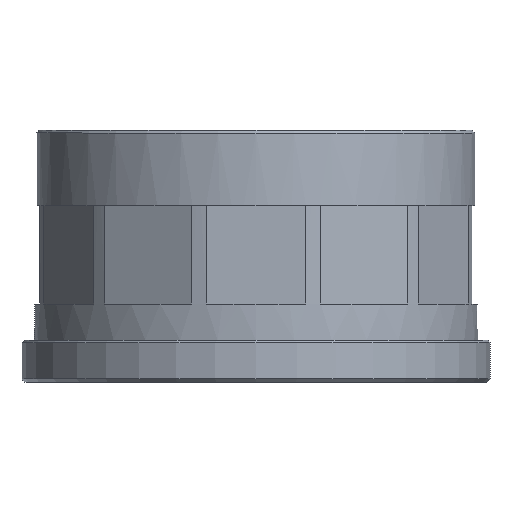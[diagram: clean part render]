
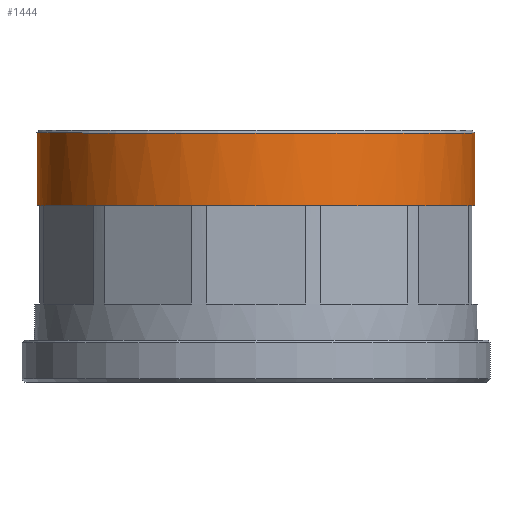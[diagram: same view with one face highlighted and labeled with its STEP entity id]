
A CAD part, front view. The second image highlights one B-rep face of the part: STEP entity #1444.
In plain terms, the highlighted cylindrical face has radius 36.5 mm (diameter 73 mm), a full revolution.
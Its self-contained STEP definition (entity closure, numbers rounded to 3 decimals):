
#101=FACE_OUTER_BOUND('',#189,.T.);
#189=EDGE_LOOP('',(#1037,#1038,#1039,#1040,#1041,#1042,#1043,#1044,#1045,
#1046,#1047,#1048,#1049,#1050,#1051,#1052,#1053,#1054,#1055,#1056,#1057,
#1058,#1059,#1060,#1061,#1062,#1063,#1064,#1065));
#266=CIRCLE('',#1552,36.5);
#267=CIRCLE('',#1553,36.5);
#268=CIRCLE('',#1554,36.5);
#269=CIRCLE('',#1555,36.5);
#270=CIRCLE('',#1556,36.5);
#271=CIRCLE('',#1557,36.5);
#272=CIRCLE('',#1558,36.5);
#273=CIRCLE('',#1559,36.5);
#274=CIRCLE('',#1560,36.5);
#275=CIRCLE('',#1561,36.5);
#276=CIRCLE('',#1562,36.5);
#277=CIRCLE('',#1563,36.5);
#278=CIRCLE('',#1564,36.5);
#279=CIRCLE('',#1565,36.5);
#280=CIRCLE('',#1566,36.5);
#281=CIRCLE('',#1567,36.5);
#282=CIRCLE('',#1568,36.5);
#283=CIRCLE('',#1569,36.5);
#284=CIRCLE('',#1570,36.5);
#285=CIRCLE('',#1571,36.5);
#286=CIRCLE('',#1572,36.5);
#287=CIRCLE('',#1573,36.5);
#288=CIRCLE('',#1574,36.5);
#289=CIRCLE('',#1575,36.5);
#290=CIRCLE('',#1576,36.5);
#291=CIRCLE('',#1577,36.5);
#292=CIRCLE('',#1578,36.5);
#404=LINE('',#14003,#506);
#506=VECTOR('',#1763,36.5);
#638=VERTEX_POINT('',#13998);
#639=VERTEX_POINT('',#13999);
#640=VERTEX_POINT('',#14002);
#641=VERTEX_POINT('',#14004);
#642=VERTEX_POINT('',#14006);
#643=VERTEX_POINT('',#14008);
#644=VERTEX_POINT('',#14010);
#645=VERTEX_POINT('',#14012);
#646=VERTEX_POINT('',#14014);
#647=VERTEX_POINT('',#14016);
#648=VERTEX_POINT('',#14018);
#649=VERTEX_POINT('',#14020);
#650=VERTEX_POINT('',#14022);
#651=VERTEX_POINT('',#14024);
#652=VERTEX_POINT('',#14026);
#653=VERTEX_POINT('',#14028);
#654=VERTEX_POINT('',#14030);
#655=VERTEX_POINT('',#14032);
#656=VERTEX_POINT('',#14034);
#657=VERTEX_POINT('',#14036);
#658=VERTEX_POINT('',#14038);
#659=VERTEX_POINT('',#14040);
#660=VERTEX_POINT('',#14042);
#661=VERTEX_POINT('',#14044);
#662=VERTEX_POINT('',#14046);
#663=VERTEX_POINT('',#14048);
#664=VERTEX_POINT('',#14050);
#796=EDGE_CURVE('',#638,#639,#266,.T.);
#797=EDGE_CURVE('',#639,#638,#267,.T.);
#798=EDGE_CURVE('',#638,#640,#404,.T.);
#799=EDGE_CURVE('',#640,#641,#268,.T.);
#800=EDGE_CURVE('',#641,#642,#269,.T.);
#801=EDGE_CURVE('',#642,#643,#270,.T.);
#802=EDGE_CURVE('',#643,#644,#271,.T.);
#803=EDGE_CURVE('',#644,#645,#272,.T.);
#804=EDGE_CURVE('',#645,#646,#273,.T.);
#805=EDGE_CURVE('',#646,#647,#274,.T.);
#806=EDGE_CURVE('',#647,#648,#275,.T.);
#807=EDGE_CURVE('',#648,#649,#276,.T.);
#808=EDGE_CURVE('',#649,#650,#277,.T.);
#809=EDGE_CURVE('',#650,#651,#278,.T.);
#810=EDGE_CURVE('',#651,#652,#279,.T.);
#811=EDGE_CURVE('',#652,#653,#280,.T.);
#812=EDGE_CURVE('',#653,#654,#281,.T.);
#813=EDGE_CURVE('',#654,#655,#282,.T.);
#814=EDGE_CURVE('',#655,#656,#283,.T.);
#815=EDGE_CURVE('',#656,#657,#284,.T.);
#816=EDGE_CURVE('',#657,#658,#285,.T.);
#817=EDGE_CURVE('',#658,#659,#286,.T.);
#818=EDGE_CURVE('',#659,#660,#287,.T.);
#819=EDGE_CURVE('',#660,#661,#288,.T.);
#820=EDGE_CURVE('',#661,#662,#289,.T.);
#821=EDGE_CURVE('',#662,#663,#290,.T.);
#822=EDGE_CURVE('',#663,#664,#291,.T.);
#823=EDGE_CURVE('',#664,#640,#292,.T.);
#1037=ORIENTED_EDGE('',*,*,#796,.T.);
#1038=ORIENTED_EDGE('',*,*,#797,.T.);
#1039=ORIENTED_EDGE('',*,*,#798,.T.);
#1040=ORIENTED_EDGE('',*,*,#799,.T.);
#1041=ORIENTED_EDGE('',*,*,#800,.T.);
#1042=ORIENTED_EDGE('',*,*,#801,.T.);
#1043=ORIENTED_EDGE('',*,*,#802,.T.);
#1044=ORIENTED_EDGE('',*,*,#803,.T.);
#1045=ORIENTED_EDGE('',*,*,#804,.T.);
#1046=ORIENTED_EDGE('',*,*,#805,.T.);
#1047=ORIENTED_EDGE('',*,*,#806,.T.);
#1048=ORIENTED_EDGE('',*,*,#807,.T.);
#1049=ORIENTED_EDGE('',*,*,#808,.T.);
#1050=ORIENTED_EDGE('',*,*,#809,.T.);
#1051=ORIENTED_EDGE('',*,*,#810,.T.);
#1052=ORIENTED_EDGE('',*,*,#811,.T.);
#1053=ORIENTED_EDGE('',*,*,#812,.T.);
#1054=ORIENTED_EDGE('',*,*,#813,.T.);
#1055=ORIENTED_EDGE('',*,*,#814,.T.);
#1056=ORIENTED_EDGE('',*,*,#815,.T.);
#1057=ORIENTED_EDGE('',*,*,#816,.T.);
#1058=ORIENTED_EDGE('',*,*,#817,.T.);
#1059=ORIENTED_EDGE('',*,*,#818,.T.);
#1060=ORIENTED_EDGE('',*,*,#819,.T.);
#1061=ORIENTED_EDGE('',*,*,#820,.T.);
#1062=ORIENTED_EDGE('',*,*,#821,.T.);
#1063=ORIENTED_EDGE('',*,*,#822,.T.);
#1064=ORIENTED_EDGE('',*,*,#823,.T.);
#1065=ORIENTED_EDGE('',*,*,#798,.F.);
#1416=CYLINDRICAL_SURFACE('',#1551,36.5);
#1444=ADVANCED_FACE('',(#101),#1416,.T.);
#1551=AXIS2_PLACEMENT_3D('',#13997,#1757,#1758);
#1552=AXIS2_PLACEMENT_3D('',#14000,#1759,#1760);
#1553=AXIS2_PLACEMENT_3D('',#14001,#1761,#1762);
#1554=AXIS2_PLACEMENT_3D('',#14005,#1764,#1765);
#1555=AXIS2_PLACEMENT_3D('',#14007,#1766,#1767);
#1556=AXIS2_PLACEMENT_3D('',#14009,#1768,#1769);
#1557=AXIS2_PLACEMENT_3D('',#14011,#1770,#1771);
#1558=AXIS2_PLACEMENT_3D('',#14013,#1772,#1773);
#1559=AXIS2_PLACEMENT_3D('',#14015,#1774,#1775);
#1560=AXIS2_PLACEMENT_3D('',#14017,#1776,#1777);
#1561=AXIS2_PLACEMENT_3D('',#14019,#1778,#1779);
#1562=AXIS2_PLACEMENT_3D('',#14021,#1780,#1781);
#1563=AXIS2_PLACEMENT_3D('',#14023,#1782,#1783);
#1564=AXIS2_PLACEMENT_3D('',#14025,#1784,#1785);
#1565=AXIS2_PLACEMENT_3D('',#14027,#1786,#1787);
#1566=AXIS2_PLACEMENT_3D('',#14029,#1788,#1789);
#1567=AXIS2_PLACEMENT_3D('',#14031,#1790,#1791);
#1568=AXIS2_PLACEMENT_3D('',#14033,#1792,#1793);
#1569=AXIS2_PLACEMENT_3D('',#14035,#1794,#1795);
#1570=AXIS2_PLACEMENT_3D('',#14037,#1796,#1797);
#1571=AXIS2_PLACEMENT_3D('',#14039,#1798,#1799);
#1572=AXIS2_PLACEMENT_3D('',#14041,#1800,#1801);
#1573=AXIS2_PLACEMENT_3D('',#14043,#1802,#1803);
#1574=AXIS2_PLACEMENT_3D('',#14045,#1804,#1805);
#1575=AXIS2_PLACEMENT_3D('',#14047,#1806,#1807);
#1576=AXIS2_PLACEMENT_3D('',#14049,#1808,#1809);
#1577=AXIS2_PLACEMENT_3D('',#14051,#1810,#1811);
#1578=AXIS2_PLACEMENT_3D('',#14052,#1812,#1813);
#1757=DIRECTION('center_axis',(0.,0.,1.));
#1758=DIRECTION('ref_axis',(0.,1.,0.));
#1759=DIRECTION('center_axis',(0.,0.,-1.));
#1760=DIRECTION('ref_axis',(0.,-1.,0.));
#1761=DIRECTION('center_axis',(0.,0.,-1.));
#1762=DIRECTION('ref_axis',(0.,-1.,0.));
#1763=DIRECTION('',(0.,0.,-1.));
#1764=DIRECTION('center_axis',(0.,0.,1.));
#1765=DIRECTION('ref_axis',(0.,1.,0.));
#1766=DIRECTION('center_axis',(0.,0.,1.));
#1767=DIRECTION('ref_axis',(0.,-1.,0.));
#1768=DIRECTION('center_axis',(0.,0.,1.));
#1769=DIRECTION('ref_axis',(0.,1.,0.));
#1770=DIRECTION('center_axis',(0.,0.,1.));
#1771=DIRECTION('ref_axis',(0.,-1.,0.));
#1772=DIRECTION('center_axis',(0.,0.,1.));
#1773=DIRECTION('ref_axis',(0.,1.,0.));
#1774=DIRECTION('center_axis',(0.,0.,1.));
#1775=DIRECTION('ref_axis',(0.,-1.,0.));
#1776=DIRECTION('center_axis',(0.,0.,1.));
#1777=DIRECTION('ref_axis',(0.,1.,0.));
#1778=DIRECTION('center_axis',(0.,0.,1.));
#1779=DIRECTION('ref_axis',(0.,-1.,0.));
#1780=DIRECTION('center_axis',(0.,0.,1.));
#1781=DIRECTION('ref_axis',(0.,1.,0.));
#1782=DIRECTION('center_axis',(0.,0.,1.));
#1783=DIRECTION('ref_axis',(0.,-1.,0.));
#1784=DIRECTION('center_axis',(0.,0.,1.));
#1785=DIRECTION('ref_axis',(0.,1.,0.));
#1786=DIRECTION('center_axis',(0.,0.,1.));
#1787=DIRECTION('ref_axis',(0.,-1.,0.));
#1788=DIRECTION('center_axis',(0.,0.,1.));
#1789=DIRECTION('ref_axis',(0.,1.,0.));
#1790=DIRECTION('center_axis',(0.,0.,1.));
#1791=DIRECTION('ref_axis',(0.,-1.,0.));
#1792=DIRECTION('center_axis',(0.,0.,1.));
#1793=DIRECTION('ref_axis',(0.,1.,0.));
#1794=DIRECTION('center_axis',(0.,0.,1.));
#1795=DIRECTION('ref_axis',(0.,-1.,0.));
#1796=DIRECTION('center_axis',(0.,0.,1.));
#1797=DIRECTION('ref_axis',(0.,1.,0.));
#1798=DIRECTION('center_axis',(0.,0.,1.));
#1799=DIRECTION('ref_axis',(0.,-1.,0.));
#1800=DIRECTION('center_axis',(0.,0.,1.));
#1801=DIRECTION('ref_axis',(0.,1.,0.));
#1802=DIRECTION('center_axis',(0.,0.,1.));
#1803=DIRECTION('ref_axis',(0.,-1.,0.));
#1804=DIRECTION('center_axis',(0.,0.,1.));
#1805=DIRECTION('ref_axis',(0.,1.,0.));
#1806=DIRECTION('center_axis',(0.,0.,1.));
#1807=DIRECTION('ref_axis',(0.,-1.,0.));
#1808=DIRECTION('center_axis',(0.,0.,1.));
#1809=DIRECTION('ref_axis',(0.,1.,0.));
#1810=DIRECTION('center_axis',(0.,0.,1.));
#1811=DIRECTION('ref_axis',(0.,-1.,0.));
#1812=DIRECTION('center_axis',(0.,0.,1.));
#1813=DIRECTION('ref_axis',(0.,1.,0.));
#13997=CARTESIAN_POINT('Origin',(0.,0.,-0.5));
#13998=CARTESIAN_POINT('',(0.,-36.5,41.));
#13999=CARTESIAN_POINT('',(0.,36.5,41.));
#14000=CARTESIAN_POINT('Origin',(0.,0.,41.));
#14001=CARTESIAN_POINT('Origin',(0.,0.,41.));
#14002=CARTESIAN_POINT('',(0.,-36.5,28.9));
#14003=CARTESIAN_POINT('',(0.,-36.5,-0.5));
#14004=CARTESIAN_POINT('',(6.021,-36.,28.9));
#14005=CARTESIAN_POINT('Origin',(0.,0.,28.9));
#14006=CARTESIAN_POINT('',(12.786,-34.187,28.9));
#14007=CARTESIAN_POINT('Origin',(0.,0.,28.9));
#14008=CARTESIAN_POINT('',(23.214,-28.167,28.9));
#14009=CARTESIAN_POINT('Origin',(0.,0.,28.9));
#14010=CARTESIAN_POINT('',(28.167,-23.214,28.9));
#14011=CARTESIAN_POINT('Origin',(0.,0.,28.9));
#14012=CARTESIAN_POINT('',(34.187,-12.786,28.9));
#14013=CARTESIAN_POINT('Origin',(0.,0.,28.9));
#14014=CARTESIAN_POINT('',(36.,-6.021,28.9));
#14015=CARTESIAN_POINT('Origin',(0.,0.,28.9));
#14016=CARTESIAN_POINT('',(36.,6.021,28.9));
#14017=CARTESIAN_POINT('Origin',(0.,0.,28.9));
#14018=CARTESIAN_POINT('',(34.187,12.786,28.9));
#14019=CARTESIAN_POINT('Origin',(0.,0.,28.9));
#14020=CARTESIAN_POINT('',(28.167,23.214,28.9));
#14021=CARTESIAN_POINT('Origin',(0.,0.,28.9));
#14022=CARTESIAN_POINT('',(23.214,28.167,28.9));
#14023=CARTESIAN_POINT('Origin',(0.,0.,28.9));
#14024=CARTESIAN_POINT('',(12.786,34.187,28.9));
#14025=CARTESIAN_POINT('Origin',(0.,0.,28.9));
#14026=CARTESIAN_POINT('',(6.021,36.,28.9));
#14027=CARTESIAN_POINT('Origin',(0.,0.,28.9));
#14028=CARTESIAN_POINT('',(-6.021,36.,28.9));
#14029=CARTESIAN_POINT('Origin',(0.,0.,28.9));
#14030=CARTESIAN_POINT('',(-12.786,34.187,28.9));
#14031=CARTESIAN_POINT('Origin',(0.,0.,28.9));
#14032=CARTESIAN_POINT('',(-23.214,28.167,28.9));
#14033=CARTESIAN_POINT('Origin',(0.,0.,28.9));
#14034=CARTESIAN_POINT('',(-28.167,23.214,28.9));
#14035=CARTESIAN_POINT('Origin',(0.,0.,28.9));
#14036=CARTESIAN_POINT('',(-34.187,12.786,28.9));
#14037=CARTESIAN_POINT('Origin',(0.,0.,28.9));
#14038=CARTESIAN_POINT('',(-36.,6.021,28.9));
#14039=CARTESIAN_POINT('Origin',(0.,0.,28.9));
#14040=CARTESIAN_POINT('',(-36.,-6.021,28.9));
#14041=CARTESIAN_POINT('Origin',(0.,0.,28.9));
#14042=CARTESIAN_POINT('',(-34.187,-12.786,28.9));
#14043=CARTESIAN_POINT('Origin',(0.,0.,28.9));
#14044=CARTESIAN_POINT('',(-28.167,-23.214,28.9));
#14045=CARTESIAN_POINT('Origin',(0.,0.,28.9));
#14046=CARTESIAN_POINT('',(-23.214,-28.167,28.9));
#14047=CARTESIAN_POINT('Origin',(0.,0.,28.9));
#14048=CARTESIAN_POINT('',(-12.786,-34.187,28.9));
#14049=CARTESIAN_POINT('Origin',(0.,0.,28.9));
#14050=CARTESIAN_POINT('',(-6.021,-36.,28.9));
#14051=CARTESIAN_POINT('Origin',(0.,0.,28.9));
#14052=CARTESIAN_POINT('Origin',(0.,0.,28.9));
